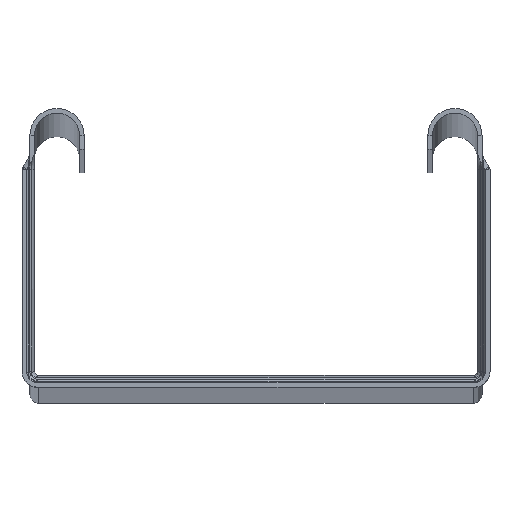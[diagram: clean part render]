
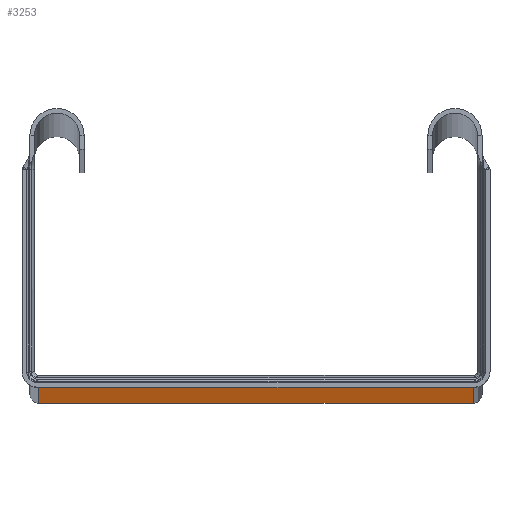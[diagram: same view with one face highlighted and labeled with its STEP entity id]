
A CAD part, top view. The second image highlights one B-rep face of the part: STEP entity #3253.
In plain terms, the highlighted planar face has unit normal (0, -1, 0).
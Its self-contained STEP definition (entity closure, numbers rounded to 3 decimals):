
#666=CARTESIAN_POINT('',(48.,0.,2995.555));
#684=DIRECTION('',(0.,0.,-1.));
#685=VECTOR('',#684,2995.555);
#686=CARTESIAN_POINT('',(48.,0.,2995.555));
#687=LINE('',#686,#685);
#710=DIRECTION('',(-1.,0.,0.));
#711=VECTOR('',#710,96.);
#712=CARTESIAN_POINT('',(48.,0.,0.));
#713=LINE('',#712,#711);
#890=DIRECTION('',(0.,0.,1.));
#891=VECTOR('',#890,2995.555);
#892=CARTESIAN_POINT('',(-48.,0.,0.));
#893=LINE('',#892,#891);
#943=DIRECTION('',(1.,0.,0.));
#944=VECTOR('',#943,96.);
#945=CARTESIAN_POINT('',(-48.,0.,2995.555));
#946=LINE('',#945,#944);
#1175=VERTEX_POINT('',#666);
#1211=CARTESIAN_POINT('',(-48.,0.,0.));
#1212=VERTEX_POINT('',#1211);
#1241=CARTESIAN_POINT('',(48.,0.,0.));
#1242=VERTEX_POINT('',#1241);
#1265=CARTESIAN_POINT('',(-48.,0.,
2995.555));
#1266=VERTEX_POINT('',#1265);
#3240=CARTESIAN_POINT('',(0.,0.,3050.));
#3241=DIRECTION('',(0.,1.,0.));
#3242=DIRECTION('',(-1.,0.,0.));
#3243=AXIS2_PLACEMENT_3D('',#3240,#3241,#3242);
#3244=PLANE('',#3243);
#3245=ORIENTED_EDGE('',*,*,#2885,.T.);
#3246=ORIENTED_EDGE('',*,*,#2915,.T.);
#3248=ORIENTED_EDGE('',*,*,#3247,.T.);
#3250=ORIENTED_EDGE('',*,*,#3249,.T.);
#3251=EDGE_LOOP('',(#3245,#3246,#3248,#3250));
#3252=FACE_OUTER_BOUND('',#3251,.F.);
#3253=ADVANCED_FACE('',(#3252),#3244,.F.);
#2885=EDGE_CURVE('',#1175,#1242,#687,.T.);
#2915=EDGE_CURVE('',#1242,#1212,#713,.T.);
#3247=EDGE_CURVE('',#1212,#1266,#893,.T.);
#3249=EDGE_CURVE('',#1266,#1175,#946,.T.);
